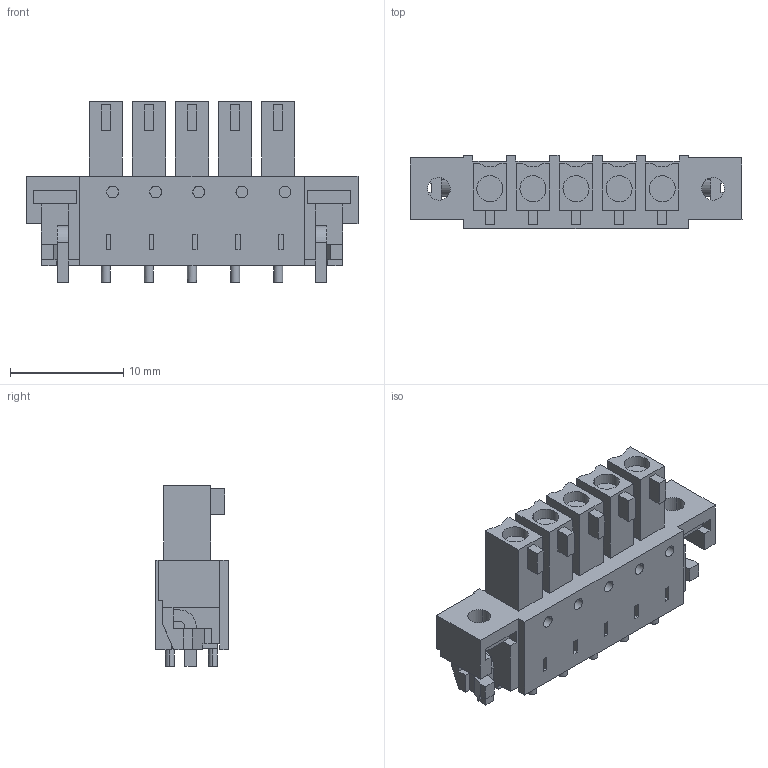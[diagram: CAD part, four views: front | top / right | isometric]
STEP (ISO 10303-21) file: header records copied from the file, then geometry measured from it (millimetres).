
FILE_DESCRIPTION(('CATIA V5 STEP Exchange','CAx-IF Rec.Pracs.--- Model Styling and Organization---1.4--- 2014-01-23'),'2;1');
FILE_NAME ('D1447098_1_1029290000_1029290000.stp','2023-04-28T10:34:38+00:00',('none'),('Weidmueller'),'CATIA Version 5-6 Release 2016 SP3 HF44','CATIA V5 STEP AP214','none');
FILE_SCHEMA(('AUTOMOTIVE_DESIGN { 1 0 10303 214 1 1 1 1 }'));
Length unit declared in the file: millimetre
Products named in the file (1): 1029290000
Bounding box: 29.35 x 6.45 x 16 mm (x, y, z)
Volume: 1486.1 mm3; surface area: 1817.2 mm2
Topology: 13 solids, 13 shells, 433 faces, 1097 edges, 713 vertices
Faces by surface type: plane 380, cylinder 53
Entity records: 12420 total; most frequent: CARTESIAN_POINT 2314, ORIENTED_EDGE 2194, DIRECTION 1641, EDGE_CURVE 1097, VECTOR 971, LINE 971, VERTEX_POINT 713, EDGE_LOOP 464
